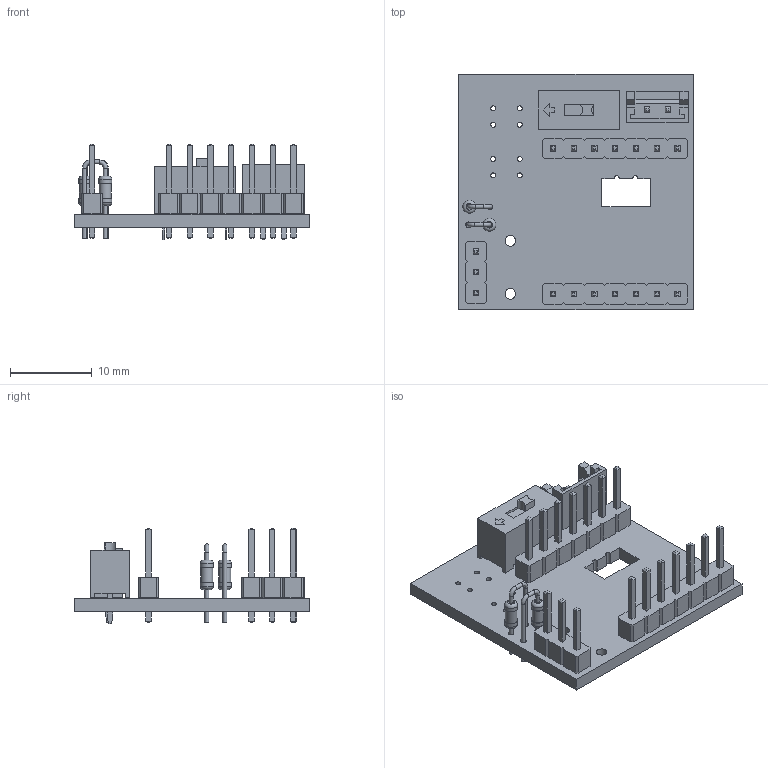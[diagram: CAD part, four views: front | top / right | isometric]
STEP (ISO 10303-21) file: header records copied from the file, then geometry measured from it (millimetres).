
FILE_DESCRIPTION(('KiCad electronic assembly'),'2;1');
FILE_NAME('LED-Brillen-Adapter-PCB.step','2024-05-09T09:06:08',('Pcbnew' ),('Kicad'),'Open CASCADE STEP processor 7.7', 'KiCad to STEP converter','Unknown');
FILE_SCHEMA(('AUTOMOTIVE_DESIGN { 1 0 10303 214 1 1 1 1 }'));
Length unit declared in the file: millimetre
Products named in the file (12): LED-Brillen-Adapter-PCB 1; SW_DIP_SPSTx01_Slide_9.78x4.72mm_W7.62mm_P2.54mm; SW_DIP_SPSTx01_Slide_978x472mm_W762mm_P254mm; R_Axial_DIN0204_L3.6mm_D1.6mm_P2.54mm_Vertical; R_Axial_DIN0204_L36mm_D16mm_P254mm_Vertical; PinHeader_1x03_P2.54mm_Vertical; PinHeader_1x03_P254mm_Vertical; PinHeader_1x07_P2.54mm_Vertical; PinHeader_1x07_P254mm_Vertical; JST_EH_B2B-EH-A_1x02_P2.50mm_Vertical; JST_B2B_EH_A; LED-Brillen-Adapter-PCB_PCB
Assembly tree (13 placements, depth 3):
  LED-Brillen-Adapter-PCB 1
    SW_DIP_SPSTx01_Slide_9.78x4.72mm_W7.62mm_P2.54mm
      SW_DIP_SPSTx01_Slide_978x472mm_W762mm_P254mm
    R_Axial_DIN0204_L3.6mm_D1.6mm_P2.54mm_Vertical  x2
      R_Axial_DIN0204_L36mm_D16mm_P254mm_Vertical
    PinHeader_1x03_P2.54mm_Vertical
      PinHeader_1x03_P254mm_Vertical
    PinHeader_1x07_P2.54mm_Vertical  x2
      PinHeader_1x07_P254mm_Vertical
    JST_EH_B2B-EH-A_1x02_P2.50mm_Vertical
      JST_B2B_EH_A
    LED-Brillen-Adapter-PCB_PCB
Bounding box: 28.65 x 28.8 x 11.74 mm (x, y, z)
Volume: 1935.7 mm3; surface area: 3440.6 mm2
Topology: 8 solids, 8 shells, 633 faces, 1548 edges, 981 vertices
Faces by surface type: plane 572, cylinder 53, torus 8
Full cylindrical faces by diameter (mm): 0.5 x8, 0.6 x8, 0.7 x4, 0.8 x2, 1 x19, 1.3 x2, 1.44 x2, 1.6 x4
Entity records: 16068 total; most frequent: CARTESIAN_POINT 2276, ORIENTED_EDGE 2218, DIRECTION 2123, EDGE_CURVE 1109, LINE 1011, VECTOR 1011, VERTEX_POINT 709, AXIS2_PLACEMENT_3D 556
